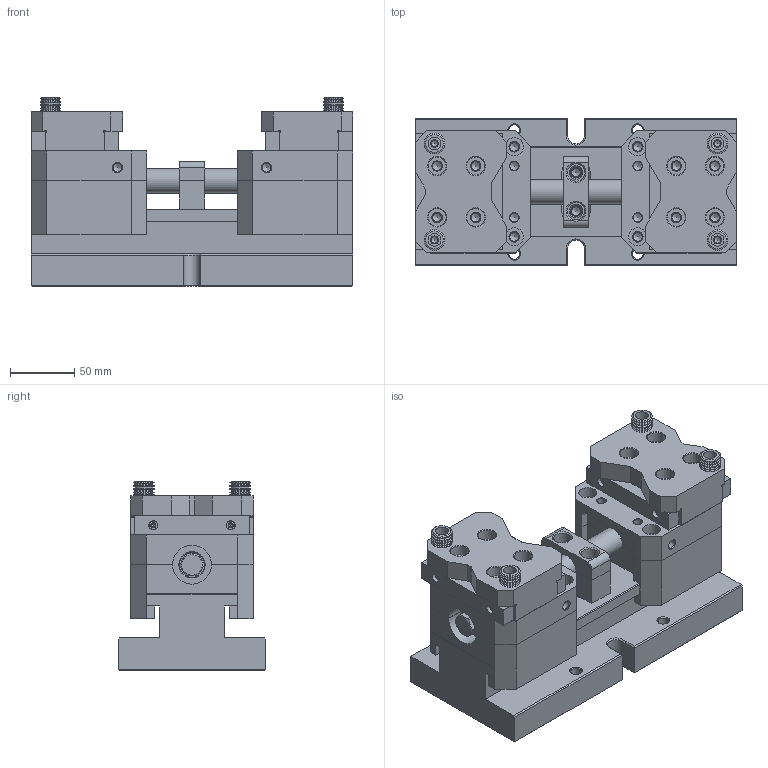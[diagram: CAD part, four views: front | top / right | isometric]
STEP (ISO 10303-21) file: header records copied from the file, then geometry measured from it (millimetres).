
FILE_DESCRIPTION(/* description */ (''),/* implementation_level */ '2;1');
FILE_NAME(/* name */ '24_95A1_Boca_Redondo_B2_157-200.stp',/* time_stamp */ '2025-10-29T09:28:20+01:00',/* author */ (''),/* organization */ (''),/* preprocessor_version */ 'ST-DEVELOPER v20',/* originating_system */ 'SIEMENS PLM Software NX2406.8100',/* authorisation */ '');
FILE_SCHEMA (('AP203_CONFIGURATION_CONTROLLED_3D_DESIGN_OF_MECHANICAL_PARTS_AND_ASSEMBLIES_MIM_LF { 1 0 10303 403 2 1 2}'));
Length unit declared in the file: millimetre
Products named in the file (1): 24_95A1_Boca_Redondo_B2_157-200_objects
Bounding box: 250 x 115 x 146.6 mm (x, y, z)
Volume: 2321691.6 mm3; surface area: 377345.8 mm2
Topology: 21 solids, 21 shells, 886 faces, 2241 edges, 1455 vertices
Faces by surface type: plane 374, cylinder 254, cone 213, torus 41, bspline 4
Full cylindrical faces by diameter (mm): 2.65 x8, 3.3 x4, 3.4 x8, 4.5 x2, 5 x4, 6.2 x4, 6.5 x8, 6.8 x28, 7 x2, 8 x8, 8.2 x16, 8.5 x8, 10 x4, 11 x8, 13.5 x3, 14 x36, 16 x20, 19 x2, 19.5 x2, 19.7 x1, 20 x1, 22 x2, 29 x1, 30 x1, 34 x1
Entity records: 23075 total; most frequent: DIRECTION 4004, CARTESIAN_POINT 3985, ORIENTED_EDGE 3152, EDGE_CURVE 1576, AXIS2_PLACEMENT_3D 1569, EDGE_LOOP 1454, VERTEX_POINT 1266, FACE_BOUND 1155
